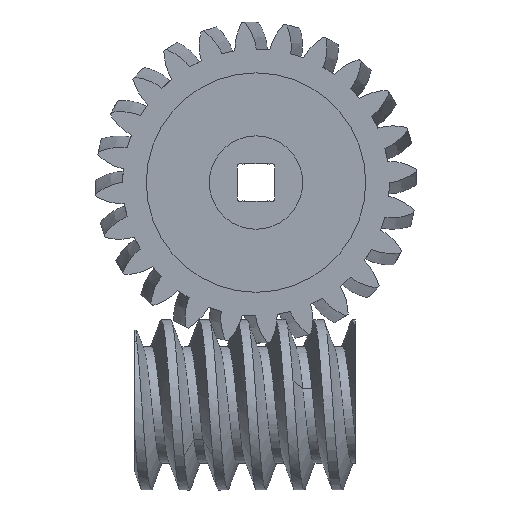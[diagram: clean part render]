
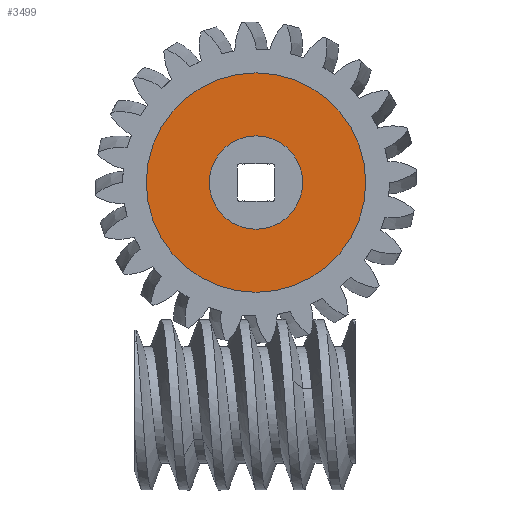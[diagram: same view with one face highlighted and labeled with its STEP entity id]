
A CAD part, left-side view. The second image highlights one B-rep face of the part: STEP entity #3499.
In plain terms, the highlighted face is planar.
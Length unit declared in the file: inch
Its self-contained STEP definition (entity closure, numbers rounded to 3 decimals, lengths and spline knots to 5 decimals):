
#3494 = ORIENTED_EDGE ( 'NONE', *, *, #3508, .F. ) ;
#3495 = ORIENTED_EDGE ( 'NONE', *, *, #4210, .F. ) ;
#3499 = ADVANCED_FACE ( 'NONE', ( #8726, #8720 ), #8719, .F. ) ;
#3500 = EDGE_LOOP ( 'NONE', ( #3501, #3502 ) ) ;
#3501 = ORIENTED_EDGE ( 'NONE', *, *, #3592, .F. ) ;
#3502 = ORIENTED_EDGE ( 'NONE', *, *, #4021, .F. ) ;
#3503 = EDGE_LOOP ( 'NONE', ( #3494, #3495 ) ) ;
#3508 = EDGE_CURVE ( 'NONE', #4211, #4057, #8837, .T. ) ;
#3592 = EDGE_CURVE ( 'NONE', #4022, #4019, #9196, .T. ) ;
#4019 = VERTEX_POINT ( 'NONE', #9886 ) ;
#4021 = EDGE_CURVE ( 'NONE', #4019, #4022, #9885, .T. ) ;
#4022 = VERTEX_POINT ( 'NONE', #9880 ) ;
#4057 = VERTEX_POINT ( 'NONE', #10236 ) ;
#4210 = EDGE_CURVE ( 'NONE', #4057, #4211, #10461, .T. ) ;
#4211 = VERTEX_POINT ( 'NONE', #10456 ) ;
#8714 = DIRECTION ( 'NONE',  ( 0., 0., 1. ) ) ;
#8715 = DIRECTION ( 'NONE',  ( 0., 1., 0. ) ) ;
#8716 = CARTESIAN_POINT ( 'NONE',  ( 0., -0.03051, 0. ) ) ;
#8717 = AXIS2_PLACEMENT_3D ( 'NONE', #8716, #8715, #8714 ) ;
#8719 = PLANE ( 'NONE',  #8717 ) ;
#8720 = FACE_OUTER_BOUND ( 'NONE', #3503, .T. ) ;
#8726 = FACE_BOUND ( 'NONE', #3500, .T. ) ;
#8833 = DIRECTION ( 'NONE',  ( 0., 0., 1. ) ) ;
#8834 = DIRECTION ( 'NONE',  ( 0., 1., 0. ) ) ;
#8835 = CARTESIAN_POINT ( 'NONE',  ( 0., -0.03051, 0. ) ) ;
#8836 = AXIS2_PLACEMENT_3D ( 'NONE', #8835, #8834, #8833 ) ;
#8837 = CIRCLE ( 'NONE', #8836, 0.37008 ) ;
#9192 = DIRECTION ( 'NONE',  ( 0., 0., 1. ) ) ;
#9193 = DIRECTION ( 'NONE',  ( 0., -1., 0. ) ) ;
#9194 = CARTESIAN_POINT ( 'NONE',  ( 0., -0.03051, 0. ) ) ;
#9195 = AXIS2_PLACEMENT_3D ( 'NONE', #9194, #9193, #9192 ) ;
#9196 = CIRCLE ( 'NONE', #9195, 0.15748 ) ;
#9880 = CARTESIAN_POINT ( 'NONE',  ( 0., -0.03051, 0.15748 ) ) ;
#9881 = DIRECTION ( 'NONE',  ( 0., 0., 1. ) ) ;
#9882 = DIRECTION ( 'NONE',  ( 0., -1., 0. ) ) ;
#9883 = CARTESIAN_POINT ( 'NONE',  ( 0., -0.03051, 0. ) ) ;
#9884 = AXIS2_PLACEMENT_3D ( 'NONE', #9883, #9882, #9881 ) ;
#9885 = CIRCLE ( 'NONE', #9884, 0.15748 ) ;
#9886 = CARTESIAN_POINT ( 'NONE',  ( 0., -0.03051, -0.15748 ) ) ;
#10236 = CARTESIAN_POINT ( 'NONE',  ( 0., -0.03051, -0.37008 ) ) ;
#10456 = CARTESIAN_POINT ( 'NONE',  ( 0., -0.03051, 0.37008 ) ) ;
#10457 = DIRECTION ( 'NONE',  ( 0., 0., 1. ) ) ;
#10458 = DIRECTION ( 'NONE',  ( 0., 1., 0. ) ) ;
#10459 = CARTESIAN_POINT ( 'NONE',  ( 0., -0.03051, 0. ) ) ;
#10460 = AXIS2_PLACEMENT_3D ( 'NONE', #10459, #10458, #10457 ) ;
#10461 = CIRCLE ( 'NONE', #10460, 0.37008 ) ;
